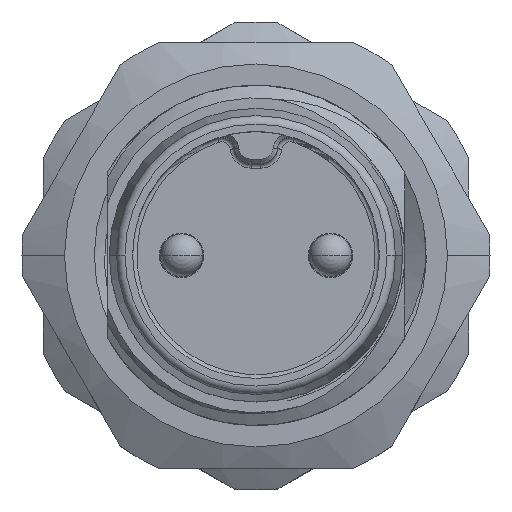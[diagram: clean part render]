
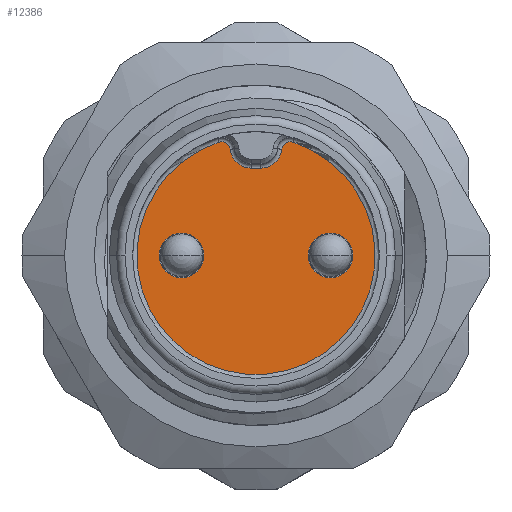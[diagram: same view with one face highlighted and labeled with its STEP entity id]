
A CAD part, top view. The second image highlights one B-rep face of the part: STEP entity #12386.
In plain terms, the highlighted planar face has unit normal (0, 0, 1).
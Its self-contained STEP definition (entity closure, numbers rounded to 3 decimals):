
#10819=CARTESIAN_POINT('',(1.75,0.,7.));
#10820=DIRECTION('',(0.,0.,1.));
#10821=DIRECTION('',(1.,0.,0.));
#10822=AXIS2_PLACEMENT_3D('',#10819,#10820,#10821);
#10824=CARTESIAN_POINT('',(1.75,0.,7.));
#10825=DIRECTION('',(0.,0.,1.));
#10826=DIRECTION('',(-1.,0.,0.));
#10827=AXIS2_PLACEMENT_3D('',#10824,#10825,#10826);
#10829=CARTESIAN_POINT('',(-1.75,0.,7.));
#10830=DIRECTION('',(0.,0.,1.));
#10831=DIRECTION('',(1.,0.,0.));
#10832=AXIS2_PLACEMENT_3D('',#10829,#10830,#10831);
#10834=CARTESIAN_POINT('',(-1.75,0.,7.));
#10835=DIRECTION('',(0.,0.,1.));
#10836=DIRECTION('',(-1.,0.,0.));
#10837=AXIS2_PLACEMENT_3D('',#10834,#10835,#10836);
#10839=CARTESIAN_POINT('',(-0.804,2.472,7.));
#10840=DIRECTION('',(0.,0.,-1.));
#10841=DIRECTION('',(-0.309,0.951,0.));
#10842=AXIS2_PLACEMENT_3D('',#10839,#10840,#10841);
#10844=CARTESIAN_POINT('',(-0.109,2.55,7.));
#10845=DIRECTION('',(0.,0.,1.));
#10846=DIRECTION('',(-0.994,-0.111,0.));
#10847=AXIS2_PLACEMENT_3D('',#10844,#10845,#10846);
#10849=DIRECTION('',(1.,0.,0.));
#10850=VECTOR('',#10849,0.218);
#10851=CARTESIAN_POINT('',(-0.109,2.05,7.));
#10852=LINE('',#10851,#10850);
#10853=CARTESIAN_POINT('',(0.109,2.55,7.));
#10854=DIRECTION('',(0.,0.,1.));
#10855=DIRECTION('',(0.,-1.,0.));
#10856=AXIS2_PLACEMENT_3D('',#10853,#10854,#10855);
#10858=CARTESIAN_POINT('',(0.804,2.472,7.));
#10859=DIRECTION('',(0.,0.,-1.));
#10860=DIRECTION('',(-0.994,0.111,0.));
#10861=AXIS2_PLACEMENT_3D('',#10858,#10859,#10860);
#10881=CARTESIAN_POINT('',(0.,0.,7.));
#10882=DIRECTION('',(0.,0.,1.));
#10883=DIRECTION('',(-0.309,0.951,0.));
#10884=AXIS2_PLACEMENT_3D('',#10881,#10882,#10883);
#11793=CARTESIAN_POINT('',(2.275,0.,7.));
#11794=CARTESIAN_POINT('',(1.225,0.,7.));
#11795=VERTEX_POINT('',#11793);
#11796=VERTEX_POINT('',#11794);
#11797=CARTESIAN_POINT('',(-1.225,0.,7.));
#11798=CARTESIAN_POINT('',(-2.275,0.,7.));
#11799=VERTEX_POINT('',#11797);
#11800=VERTEX_POINT('',#11798);
#12039=CARTESIAN_POINT('',(-0.866,2.663,7.));
#12040=CARTESIAN_POINT('',(-0.606,2.495,7.));
#12041=VERTEX_POINT('',#12039);
#12042=VERTEX_POINT('',#12040);
#12045=CARTESIAN_POINT('',(-0.109,2.05,7.));
#12046=VERTEX_POINT('',#12045);
#12049=CARTESIAN_POINT('',(0.109,2.05,7.));
#12050=VERTEX_POINT('',#12049);
#12053=CARTESIAN_POINT('',(0.606,2.495,7.));
#12054=VERTEX_POINT('',#12053);
#12057=CARTESIAN_POINT('',(0.866,2.663,7.));
#12058=VERTEX_POINT('',#12057);
#12357=CARTESIAN_POINT('',(0.,0.,7.));
#12358=DIRECTION('',(0.,0.,1.));
#12359=DIRECTION('',(1.,0.,0.));
#12360=AXIS2_PLACEMENT_3D('',#12357,#12358,#12359);
#12361=PLANE('',#12360);
#12363=ORIENTED_EDGE('',*,*,#12362,.F.);
#12365=ORIENTED_EDGE('',*,*,#12364,.T.);
#12367=ORIENTED_EDGE('',*,*,#12366,.T.);
#12369=ORIENTED_EDGE('',*,*,#12368,.T.);
#12371=ORIENTED_EDGE('',*,*,#12370,.T.);
#12373=ORIENTED_EDGE('',*,*,#12372,.T.);
#12374=EDGE_LOOP('',(#12363,#12365,#12367,#12369,#12371,#12373));
#12375=FACE_OUTER_BOUND('',#12374,.F.);
#12377=ORIENTED_EDGE('',*,*,#12376,.T.);
#12379=ORIENTED_EDGE('',*,*,#12378,.T.);
#12380=EDGE_LOOP('',(#12377,#12379));
#12381=FACE_BOUND('',#12380,.F.);
#12382=ORIENTED_EDGE('',*,*,#12337,.T.);
#12383=ORIENTED_EDGE('',*,*,#12351,.T.);
#12384=EDGE_LOOP('',(#12382,#12383));
#12385=FACE_BOUND('',#12384,.F.);
#10823=CIRCLE('',#10822,0.525);
#10828=CIRCLE('',#10827,0.525);
#10833=CIRCLE('',#10832,0.525);
#10838=CIRCLE('',#10837,0.525);
#10843=CIRCLE('',#10842,0.2);
#10848=CIRCLE('',#10847,0.5);
#10857=CIRCLE('',#10856,0.5);
#10862=CIRCLE('',#10861,0.2);
#10885=CIRCLE('',#10884,2.8);
#12337=EDGE_CURVE('',#11795,#11796,#10823,.T.);
#12351=EDGE_CURVE('',#11796,#11795,#10828,.T.);
#12362=EDGE_CURVE('',#12041,#12058,#10885,.T.);
#12364=EDGE_CURVE('',#12041,#12042,#10843,.T.);
#12366=EDGE_CURVE('',#12042,#12046,#10848,.T.);
#12368=EDGE_CURVE('',#12046,#12050,#10852,.T.);
#12370=EDGE_CURVE('',#12050,#12054,#10857,.T.);
#12372=EDGE_CURVE('',#12054,#12058,#10862,.T.);
#12376=EDGE_CURVE('',#11799,#11800,#10833,.T.);
#12378=EDGE_CURVE('',#11800,#11799,#10838,.T.);
#12386=ADVANCED_FACE('',(#12375,#12381,#12385),#12361,.T.);
